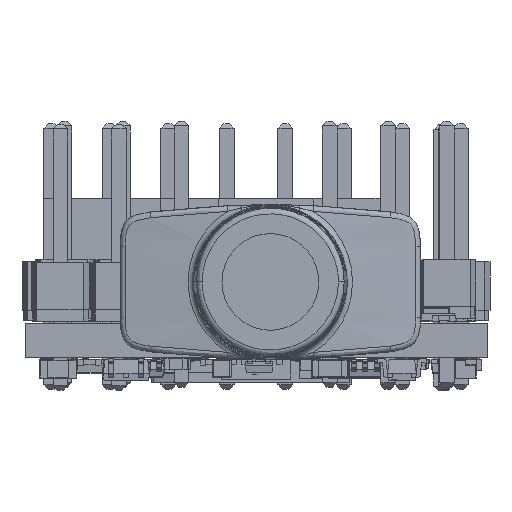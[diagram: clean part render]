
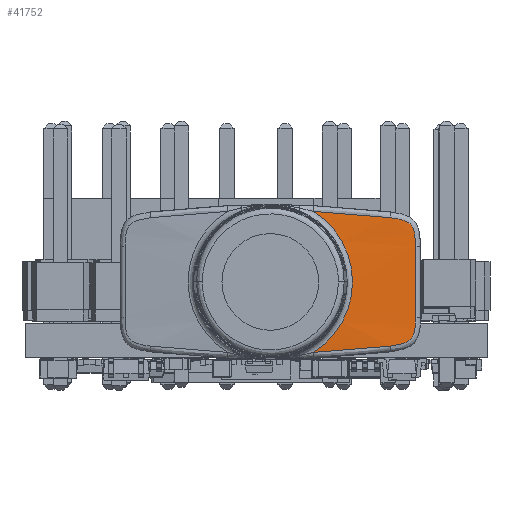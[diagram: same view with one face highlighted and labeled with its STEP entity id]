
A CAD part, left-side view. The second image highlights one B-rep face of the part: STEP entity #41752.
In plain terms, the highlighted cylindrical face has radius 43.153 mm (diameter 86.305 mm), a partial arc.
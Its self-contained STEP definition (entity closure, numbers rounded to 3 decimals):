
#41221 = VERTEX_POINT('',#41222);
#41222 = CARTESIAN_POINT('',(1.862,3.06,
    -23.46));
#41253 = VERTEX_POINT('',#41254);
#41254 = CARTESIAN_POINT('',(5.211,2.788,
    -23.184));
#41261 = EDGE_CURVE('',#41253,#41221,#41262,.T.);
#41262 = B_SPLINE_CURVE_WITH_KNOTS('',3,(#41263,#41264,#41265,#41266),
  .UNSPECIFIED.,.F.,.F.,(4,4),(0.,1.),.PIECEWISE_BEZIER_KNOTS.);
#41263 = CARTESIAN_POINT('',(5.211,2.788,
    -23.184));
#41264 = CARTESIAN_POINT('',(4.101,2.921,
    -23.319));
#41265 = CARTESIAN_POINT('',(2.985,3.012,
    -23.411));
#41266 = CARTESIAN_POINT('',(1.862,3.06,
    -23.46));
#41752 = ADVANCED_FACE('',(#41753),#41861,.T.);
#41753 = FACE_BOUND('',#41754,.T.);
#41754 = EDGE_LOOP('',(#41755,#41795,#41804,#41825,#41826,#41855));
#41755 = ORIENTED_EDGE('',*,*,#41756,.T.);
#41756 = EDGE_CURVE('',#41757,#41759,#41761,.T.);
#41757 = VERTEX_POINT('',#41758);
#41758 = CARTESIAN_POINT('',(6.308,-1.546,
    -23.036));
#41759 = VERTEX_POINT('',#41760);
#41760 = CARTESIAN_POINT('',(5.211,-2.788,
    -23.184));
#41761 = B_SPLINE_CURVE_WITH_KNOTS('',3,(#41762,#41763,#41764,#41765,
    #41766,#41767,#41768,#41769,#41770,#41771,#41772,#41773,#41774,
    #41775,#41776,#41777,#41778,#41779,#41780,#41781,#41782,#41783,
    #41784,#41785,#41786,#41787,#41788,#41789,#41790,#41791,#41792,
    #41793,#41794),.UNSPECIFIED.,.F.,.F.,(4,1,1,1,1,2,2,2,2,2,1,1,2,2,2,
    1,1,1,2,2,4),(0.,0.125,0.188,0.219,0.234,0.242,0.25,0.375,
    0.406,0.422,0.438,0.469,0.484,0.5,0.625,0.688,0.719,
    0.734,0.742,0.75,1.),.UNSPECIFIED.);
#41762 = CARTESIAN_POINT('',(6.308,-1.546,
    -23.036));
#41763 = CARTESIAN_POINT('',(6.308,-1.643,
    -23.036));
#41764 = CARTESIAN_POINT('',(6.305,-1.776,
    -23.037));
#41765 = CARTESIAN_POINT('',(6.294,-1.911,
    -23.039));
#41766 = CARTESIAN_POINT('',(6.287,-1.974,
    -23.04));
#41767 = CARTESIAN_POINT('',(6.283,-2.004,
    -23.04));
#41768 = CARTESIAN_POINT('',(6.281,-2.016,
    -23.04));
#41769 = CARTESIAN_POINT('',(6.28,-2.025,
    -23.041));
#41770 = CARTESIAN_POINT('',(6.28,-2.027,
    -23.041));
#41771 = CARTESIAN_POINT('',(6.265,-2.128,
    -23.043));
#41772 = CARTESIAN_POINT('',(6.245,-2.21,
    -23.046));
#41773 = CARTESIAN_POINT('',(6.213,-2.297,
    -23.05));
#41774 = CARTESIAN_POINT('',(6.207,-2.314,
    -23.051));
#41775 = CARTESIAN_POINT('',(6.196,-2.337,
    -23.053));
#41776 = CARTESIAN_POINT('',(6.193,-2.345,
    -23.053));
#41777 = CARTESIAN_POINT('',(6.183,-2.364,
    -23.055));
#41778 = CARTESIAN_POINT('',(6.168,-2.392,
    -23.057));
#41779 = CARTESIAN_POINT('',(6.147,-2.427,
    -23.06));
#41780 = CARTESIAN_POINT('',(6.129,-2.45,
    -23.063));
#41781 = CARTESIAN_POINT('',(6.117,-2.466,
    -23.064));
#41782 = CARTESIAN_POINT('',(6.11,-2.474,
    -23.065));
#41783 = CARTESIAN_POINT('',(6.062,-2.527,
    -23.072));
#41784 = CARTESIAN_POINT('',(6.005,-2.569,
    -23.08));
#41785 = CARTESIAN_POINT('',(5.9,-2.625,
    -23.095));
#41786 = CARTESIAN_POINT('',(5.842,-2.651,
    -23.103));
#41787 = CARTESIAN_POINT('',(5.766,-2.677,
    -23.113));
#41788 = CARTESIAN_POINT('',(5.725,-2.69,
    -23.119));
#41789 = CARTESIAN_POINT('',(5.707,-2.695,
    -23.121));
#41790 = CARTESIAN_POINT('',(5.695,-2.698,
    -23.122));
#41791 = CARTESIAN_POINT('',(5.687,-2.701,
    -23.124));
#41792 = CARTESIAN_POINT('',(5.556,-2.736,
    -23.141));
#41793 = CARTESIAN_POINT('',(5.399,-2.765,
    -23.161));
#41794 = CARTESIAN_POINT('',(5.211,-2.788,
    -23.184));
#41795 = ORIENTED_EDGE('',*,*,#41796,.T.);
#41796 = EDGE_CURVE('',#41759,#41797,#41799,.T.);
#41797 = VERTEX_POINT('',#41798);
#41798 = CARTESIAN_POINT('',(1.862,-3.06,
    -23.46));
#41799 = B_SPLINE_CURVE_WITH_KNOTS('',3,(#41800,#41801,#41802,#41803),
  .UNSPECIFIED.,.F.,.F.,(4,4),(0.,1.),.PIECEWISE_BEZIER_KNOTS.);
#41800 = CARTESIAN_POINT('',(5.211,-2.788,
    -23.184));
#41801 = CARTESIAN_POINT('',(4.097,-2.922,
    -23.32));
#41802 = CARTESIAN_POINT('',(2.98,-3.012,
    -23.412));
#41803 = CARTESIAN_POINT('',(1.862,-3.06,
    -23.46));
#41804 = ORIENTED_EDGE('',*,*,#41805,.T.);
#41805 = EDGE_CURVE('',#41797,#41221,#41806,.T.);
#41806 = B_SPLINE_CURVE_WITH_KNOTS('',3,(#41807,#41808,#41809,#41810,
    #41811,#41812,#41813,#41814,#41815,#41816,#41817,#41818,#41819,
    #41820,#41821,#41822,#41823,#41824),.UNSPECIFIED.,.F.,.F.,(4,2,2,2,2
    ,2,2,2,4),(0.,0.125,0.25,0.375,0.5,0.625,0.75,0.875,1.),
  .UNSPECIFIED.);
#41807 = CARTESIAN_POINT('',(1.862,-3.06,
    -23.46));
#41808 = CARTESIAN_POINT('',(2.122,-2.9,
    -23.449));
#41809 = CARTESIAN_POINT('',(2.359,-2.71,
    -23.436));
#41810 = CARTESIAN_POINT('',(2.783,-2.267,
    -23.411));
#41811 = CARTESIAN_POINT('',(2.964,-2.022,
    -23.398));
#41812 = CARTESIAN_POINT('',(3.263,-1.486,
    -23.377));
#41813 = CARTESIAN_POINT('',(3.376,-1.203,
    -23.368));
#41814 = CARTESIAN_POINT('',(3.53,-0.61,
    -23.355));
#41815 = CARTESIAN_POINT('',(3.569,-0.308,
    -23.352));
#41816 = CARTESIAN_POINT('',(3.569,0.304,
    -23.352));
#41817 = CARTESIAN_POINT('',(3.531,0.605,
    -23.355));
#41818 = CARTESIAN_POINT('',(3.377,1.199,
    -23.368));
#41819 = CARTESIAN_POINT('',(3.265,1.481,
    -23.377));
#41820 = CARTESIAN_POINT('',(2.966,2.018,
    -23.398));
#41821 = CARTESIAN_POINT('',(2.786,2.263,
    -23.411));
#41822 = CARTESIAN_POINT('',(2.361,2.708,
    -23.436));
#41823 = CARTESIAN_POINT('',(2.124,2.899,
    -23.449));
#41824 = CARTESIAN_POINT('',(1.862,3.06,
    -23.46));
#41825 = ORIENTED_EDGE('',*,*,#41261,.F.);
#41826 = ORIENTED_EDGE('',*,*,#41827,.T.);
#41827 = EDGE_CURVE('',#41253,#41828,#41830,.T.);
#41828 = VERTEX_POINT('',#41829);
#41829 = CARTESIAN_POINT('',(6.308,1.546,
    -23.036));
#41830 = B_SPLINE_CURVE_WITH_KNOTS('',3,(#41831,#41832,#41833,#41834,
    #41835,#41836,#41837,#41838,#41839,#41840,#41841,#41842,#41843,
    #41844,#41845,#41846,#41847,#41848,#41849,#41850,#41851,#41852,
    #41853,#41854),.UNSPECIFIED.,.F.,.F.,(4,2,1,1,1,2,2,2,2,1,1,1,2,2,4)
  ,(0.,0.125,0.188,0.219,0.234,0.242,0.25,0.5,0.625,0.688,
    0.719,0.734,0.742,0.75,1.),.UNSPECIFIED.);
#41831 = CARTESIAN_POINT('',(5.211,2.788,
    -23.184));
#41832 = CARTESIAN_POINT('',(5.306,2.776,-23.173
    ));
#41833 = CARTESIAN_POINT('',(5.393,2.763,
    -23.162));
#41834 = CARTESIAN_POINT('',(5.511,2.742,
    -23.147));
#41835 = CARTESIAN_POINT('',(5.568,2.73,
    -23.139));
#41836 = CARTESIAN_POINT('',(5.629,2.716,
    -23.131));
#41837 = CARTESIAN_POINT('',(5.658,2.708,
    -23.127));
#41838 = CARTESIAN_POINT('',(5.67,2.705,
    -23.126));
#41839 = CARTESIAN_POINT('',(5.679,2.703,
    -23.125));
#41840 = CARTESIAN_POINT('',(5.68,2.702,
    -23.124));
#41841 = CARTESIAN_POINT('',(5.883,2.647,
    -23.098));
#41842 = CARTESIAN_POINT('',(6.023,2.572,-23.078)
  );
#41843 = CARTESIAN_POINT('',(6.15,2.428,
    -23.06));
#41844 = CARTESIAN_POINT('',(6.186,2.367,
    -23.054));
#41845 = CARTESIAN_POINT('',(6.228,2.255,
    -23.048));
#41846 = CARTESIAN_POINT('',(6.247,2.195,
    -23.045));
#41847 = CARTESIAN_POINT('',(6.265,2.115,
    -23.043));
#41848 = CARTESIAN_POINT('',(6.272,2.073,
    -23.042));
#41849 = CARTESIAN_POINT('',(6.275,2.054,
    -23.041));
#41850 = CARTESIAN_POINT('',(6.277,2.042,
    -23.041));
#41851 = CARTESIAN_POINT('',(6.279,2.034,
    -23.041));
#41852 = CARTESIAN_POINT('',(6.299,1.898,
    -23.038));
#41853 = CARTESIAN_POINT('',(6.308,1.737,
    -23.036));
#41854 = CARTESIAN_POINT('',(6.308,1.546,
    -23.036));
#41855 = ORIENTED_EDGE('',*,*,#41856,.T.);
#41856 = EDGE_CURVE('',#41828,#41757,#41857,.T.);
#41857 = LINE('',#41858,#41859);
#41858 = CARTESIAN_POINT('',(6.308,3.15,-23.036));
#41859 = VECTOR('',#41860,1.);
#41860 = DIRECTION('',(-0.,-1.,-0.));
#41861 = CYLINDRICAL_SURFACE('',#41862,43.153);
#41862 = AXIS2_PLACEMENT_3D('',#41863,#41864,#41865);
#41863 = CARTESIAN_POINT('',(0.,3.15,19.653));
#41864 = DIRECTION('',(-0.,-1.,-0.));
#41865 = DIRECTION('',(0.,0.,-1.));
